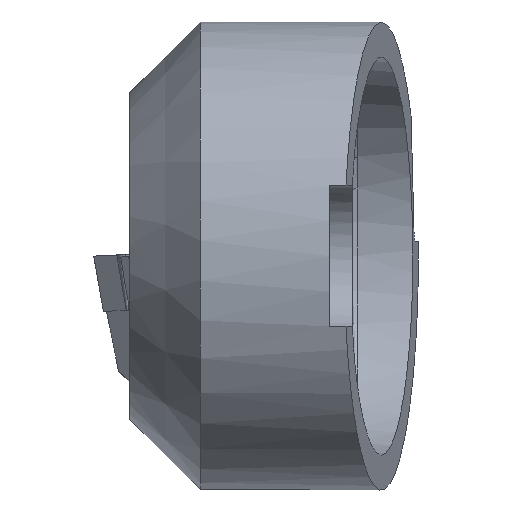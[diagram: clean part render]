
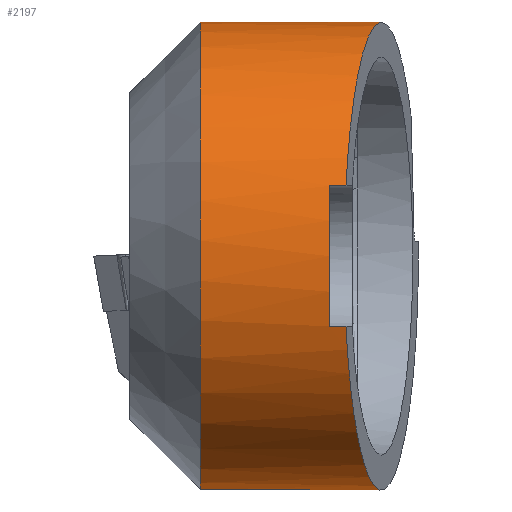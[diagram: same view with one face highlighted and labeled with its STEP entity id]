
A CAD part, front view. The second image highlights one B-rep face of the part: STEP entity #2197.
In plain terms, the highlighted cylindrical face has radius 10 mm (diameter 20 mm), a partial arc.
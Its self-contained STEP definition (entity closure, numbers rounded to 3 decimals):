
#3 = DIRECTION ( 'NONE',  ( -1., 0., 0. ) ) ;
#75 = EDGE_CURVE ( 'NONE', #3289, #2062, #1133, .T. ) ;
#108 = ORIENTED_EDGE ( 'NONE', *, *, #2964, .T. ) ;
#151 = EDGE_CURVE ( 'NONE', #2288, #3125, #1400, .T. ) ;
#167 = DIRECTION ( 'NONE',  ( 0., 0., -1. ) ) ;
#332 = CARTESIAN_POINT ( 'NONE',  ( 2.815, 9.98, 0.626 ) ) ;
#383 = DIRECTION ( 'NONE',  ( -1., 0., 0. ) ) ;
#384 = VECTOR ( 'NONE', #383, 1000. ) ;
#395 = LINE ( 'NONE', #994, #2904 ) ;
#469 = CARTESIAN_POINT ( 'NONE',  ( -3.454, 7.951, 6.066 ) ) ;
#483 = LINE ( 'NONE', #2686, #2257 ) ;
#490 = CARTESIAN_POINT ( 'NONE',  ( 2.503, 8.014, 5.981 ) ) ;
#504 = CARTESIAN_POINT ( 'NONE',  ( -0.277, -9.539, -3. ) ) ;
#608 = CARTESIAN_POINT ( 'NONE',  ( -0.277, -9.539, -3. ) ) ;
#617 = EDGE_CURVE ( 'NONE', #2062, #2337, #3265, .T. ) ;
#642 = CARTESIAN_POINT ( 'NONE',  ( -1., 0., 0. ) ) ;
#645 = CARTESIAN_POINT ( 'NONE',  ( 2.503, 8.014, 5.981 ) ) ;
#697 = EDGE_CURVE ( 'NONE', #1967, #3289, #483, .T. ) ;
#741 = ORIENTED_EDGE ( 'NONE', *, *, #1304, .F. ) ;
#844 = CARTESIAN_POINT ( 'NONE',  ( 1.62, 2.441, 13.448 ) ) ;
#879 = ORIENTED_EDGE ( 'NONE', *, *, #2348, .T. ) ;
#962 = FACE_OUTER_BOUND ( 'NONE', #1452, .T. ) ;
#994 = CARTESIAN_POINT ( 'NONE',  ( -11., 2.588, -9.659 ) ) ;
#1017 = DIRECTION ( 'NONE',  ( 0., 0., -1. ) ) ;
#1051 = ORIENTED_EDGE ( 'NONE', *, *, #617, .T. ) ;
#1126 = CARTESIAN_POINT ( 'NONE',  ( 2.503, 8.014, 5.981 ) ) ;
#1133 =( BOUNDED_CURVE ( )  B_SPLINE_CURVE ( 3, ( #2235, #1940, #844, #1126 ),
 .UNSPECIFIED., .F., .F. ) 
 B_SPLINE_CURVE_WITH_KNOTS ( ( 4, 4 ),
 ( 3.446, 5.642 ),
 .UNSPECIFIED. ) 
 CURVE ( )  GEOMETRIC_REPRESENTATION_ITEM ( )  RATIONAL_B_SPLINE_CURVE ( ( 1., 0.637, 0.637, 1. ) ) 
 REPRESENTATION_ITEM ( '' )  );
#1152 = CARTESIAN_POINT ( 'NONE',  ( -6.5, 7.918, 6.107 ) ) ;
#1162 = CARTESIAN_POINT ( 'NONE',  ( 2.815, 9.98, 0.626 ) ) ;
#1231 = CARTESIAN_POINT ( 'NONE',  ( -1., -9.539, 3. ) ) ;
#1304 = EDGE_CURVE ( 'NONE', #3165, #2337, #2692, .T. ) ;
#1400 =( BOUNDED_CURVE ( )  B_SPLINE_CURVE ( 3, ( #1434, #3349, #1712, #608 ),
 .UNSPECIFIED., .F., .F. ) 
 B_SPLINE_CURVE_WITH_KNOTS ( ( 4, 4 ),
 ( 6.22, 9.12 ),
 .UNSPECIFIED. ) 
 CURVE ( )  GEOMETRIC_REPRESENTATION_ITEM ( )  RATIONAL_B_SPLINE_CURVE ( ( 1., 0.414, 0.414, 1. ) ) 
 REPRESENTATION_ITEM ( '' )  );
#1402 = DIRECTION ( 'NONE',  ( 0., -1., 0. ) ) ;
#1434 = CARTESIAN_POINT ( 'NONE',  ( 2.815, 9.98, 0.626 ) ) ;
#1452 = EDGE_LOOP ( 'NONE', ( #3373, #1051, #741, #108, #2105, #879, #3321, #2419, #3040, #2316 ) ) ;
#1475 = VERTEX_POINT ( 'NONE', #2628 ) ;
#1510 = DIRECTION ( 'NONE',  ( 0., 0., -1. ) ) ;
#1520 = AXIS2_PLACEMENT_3D ( 'NONE', #2934, #2682, #1017 ) ;
#1551 = EDGE_CURVE ( 'NONE', #3125, #2405, #3308, .T. ) ;
#1603 = CIRCLE ( 'NONE', #3374, 10. ) ;
#1712 = CARTESIAN_POINT ( 'NONE',  ( 0.483, -4.742, -18.256 ) ) ;
#1760 = EDGE_CURVE ( 'NONE', #2663, #1475, #1603, .T. ) ;
#1877 = CARTESIAN_POINT ( 'NONE',  ( -6.5, 7.918, 6.107 ) ) ;
#1940 = CARTESIAN_POINT ( 'NONE',  ( 0.166, -6.744, 11.888 ) ) ;
#1967 = VERTEX_POINT ( 'NONE', #1231 ) ;
#1993 =( BOUNDED_CURVE ( )  B_SPLINE_CURVE ( 3, ( #2241, #2506, #2286, #332 ),
 .UNSPECIFIED., .F., .T. ) 
 B_SPLINE_CURVE_WITH_KNOTS ( ( 4, 4 ),
 ( 4.76, 4.775 ),
 .UNSPECIFIED. ) 
 CURVE ( )  GEOMETRIC_REPRESENTATION_ITEM ( )  RATIONAL_B_SPLINE_CURVE ( ( 1., 1., 1., 1. ) ) 
 REPRESENTATION_ITEM ( '' )  );
#2021 = CARTESIAN_POINT ( 'NONE',  ( -0.277, -9.539, 3. ) ) ;
#2042 = DIRECTION ( 'NONE',  ( 1., 0., 0. ) ) ;
#2051 = AXIS2_PLACEMENT_3D ( 'NONE', #2783, #3, #1402 ) ;
#2062 = VERTEX_POINT ( 'NONE', #645 ) ;
#2092 = CYLINDRICAL_SURFACE ( 'NONE', #1520, 10. ) ;
#2105 = ORIENTED_EDGE ( 'NONE', *, *, #1760, .T. ) ;
#2136 = DIRECTION ( 'NONE',  ( 1., 0., 0. ) ) ;
#2197 = ADVANCED_FACE ( 'NONE', ( #962 ), #2092, .T. ) ;
#2235 = CARTESIAN_POINT ( 'NONE',  ( -0.277, -9.539, 3. ) ) ;
#2241 = CARTESIAN_POINT ( 'NONE',  ( 0., 9.989, 0.479 ) ) ;
#2257 = VECTOR ( 'NONE', #2673, 1000. ) ;
#2260 = CARTESIAN_POINT ( 'NONE',  ( -1., -9.539, -3. ) ) ;
#2268 = AXIS2_PLACEMENT_3D ( 'NONE', #642, #2865, #1510 ) ;
#2286 = CARTESIAN_POINT ( 'NONE',  ( 1.877, 9.983, 0.577 ) ) ;
#2288 = VERTEX_POINT ( 'NONE', #1162 ) ;
#2316 = ORIENTED_EDGE ( 'NONE', *, *, #697, .T. ) ;
#2337 = VERTEX_POINT ( 'NONE', #1152 ) ;
#2348 = EDGE_CURVE ( 'NONE', #1475, #2288, #1993, .T. ) ;
#2405 = VERTEX_POINT ( 'NONE', #2260 ) ;
#2419 = ORIENTED_EDGE ( 'NONE', *, *, #1551, .T. ) ;
#2506 = CARTESIAN_POINT ( 'NONE',  ( 0.939, 9.986, 0.528 ) ) ;
#2628 = CARTESIAN_POINT ( 'NONE',  ( 0., 9.989, 0.479 ) ) ;
#2663 = VERTEX_POINT ( 'NONE', #2886 ) ;
#2673 = DIRECTION ( 'NONE',  ( 1., 0., 0. ) ) ;
#2682 = DIRECTION ( 'NONE',  ( 1., 0., 0. ) ) ;
#2686 = CARTESIAN_POINT ( 'NONE',  ( -11., -9.539, 3. ) ) ;
#2692 = CIRCLE ( 'NONE', #2051, 10. ) ;
#2766 = EDGE_CURVE ( 'NONE', #1967, #2405, #3237, .T. ) ;
#2783 = CARTESIAN_POINT ( 'NONE',  ( -6.5, 0., 0. ) ) ;
#2861 = CARTESIAN_POINT ( 'NONE',  ( -11., -9.539, -3. ) ) ;
#2865 = DIRECTION ( 'NONE',  ( 1., 0., 0. ) ) ;
#2886 = CARTESIAN_POINT ( 'NONE',  ( 0., 2.588, -9.659 ) ) ;
#2904 = VECTOR ( 'NONE', #2136, 1000. ) ;
#2934 = CARTESIAN_POINT ( 'NONE',  ( -11., 0., 0. ) ) ;
#2964 = EDGE_CURVE ( 'NONE', #3165, #2663, #395, .T. ) ;
#2997 = CARTESIAN_POINT ( 'NONE',  ( 0., 0., 0. ) ) ;
#3040 = ORIENTED_EDGE ( 'NONE', *, *, #2766, .F. ) ;
#3064 = CARTESIAN_POINT ( 'NONE',  ( -6.5, 2.588, -9.659 ) ) ;
#3125 = VERTEX_POINT ( 'NONE', #504 ) ;
#3165 = VERTEX_POINT ( 'NONE', #3064 ) ;
#3237 = CIRCLE ( 'NONE', #2268, 10. ) ;
#3265 =( BOUNDED_CURVE ( )  B_SPLINE_CURVE ( 3, ( #490, #3508, #469, #1877 ),
 .UNSPECIFIED., .F., .T. ) 
 B_SPLINE_CURVE_WITH_KNOTS ( ( 4, 4 ),
 ( 0.482, 0.498 ),
 .UNSPECIFIED. ) 
 CURVE ( )  GEOMETRIC_REPRESENTATION_ITEM ( )  RATIONAL_B_SPLINE_CURVE ( ( 1., 1., 1., 1. ) ) 
 REPRESENTATION_ITEM ( '' )  );
#3289 = VERTEX_POINT ( 'NONE', #2021 ) ;
#3308 = LINE ( 'NONE', #2861, #384 ) ;
#3321 = ORIENTED_EDGE ( 'NONE', *, *, #151, .T. ) ;
#3349 = CARTESIAN_POINT ( 'NONE',  ( 2.973, 10.982, -15.335 ) ) ;
#3373 = ORIENTED_EDGE ( 'NONE', *, *, #75, .T. ) ;
#3374 = AXIS2_PLACEMENT_3D ( 'NONE', #2997, #2042, #167 ) ;
#3508 = CARTESIAN_POINT ( 'NONE',  ( -0.453, 7.982, 6.024 ) ) ;
